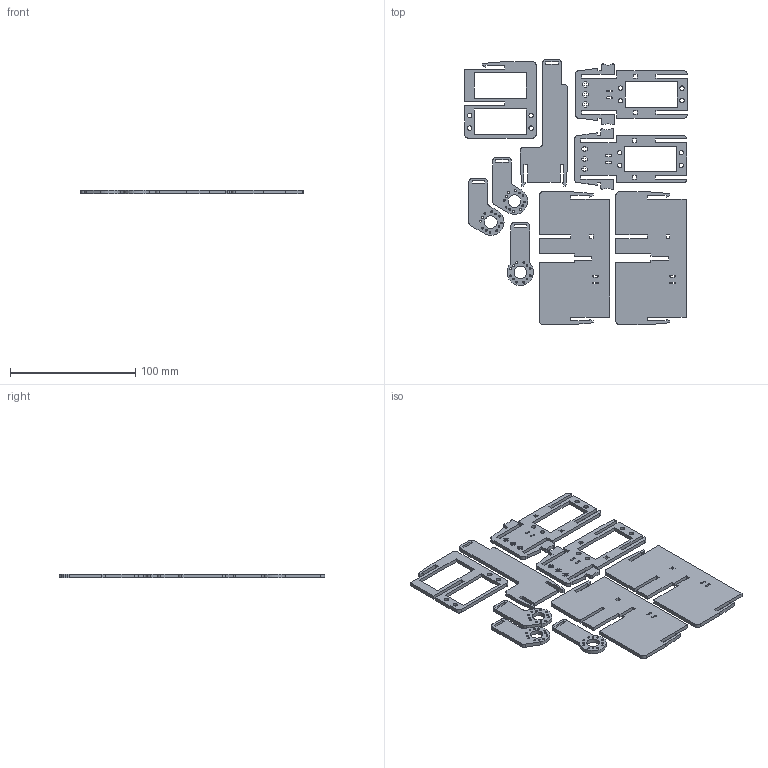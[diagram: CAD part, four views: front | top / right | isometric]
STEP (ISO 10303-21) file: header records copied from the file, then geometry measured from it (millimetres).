
FILE_DESCRIPTION(/* description */ (''),/* implementation_level */ '2;1');
FILE_NAME(/* name */ 'Mond laser.stp',/* time_stamp */ '2012-06-05T22:13:00+02:00',/* author */ (''),/* organization */ (''),/* preprocessor_version */ 'ST-DEVELOPER v11',/* originating_system */ 'SIEMENS PLM Software NX 7.5',/* authorisation */ '');
FILE_SCHEMA (('AUTOMOTIVE_DESIGN { 1 0 10303 214 1 1 1 1 }'));
Length unit declared in the file: millimetre
Products named in the file (7): Arm mondhoek; Arm lip; Middenplaat; Zijplaat; Bovenlip; Horizontale plaat; Mond laser
Assembly tree (9 placements, depth 2):
  Mond laser
    Horizontale plaat  x2
    Bovenlip
    Zijplaat  x2
    Middenplaat
    Arm lip
    Arm mondhoek  x2
Bounding box: 177.49 x 211.5 x 3 mm (x, y, z)
Volume: 62820.8 mm3; surface area: 54940 mm2
Topology: 9 solids, 9 shells, 446 faces, 1284 edges, 856 vertices
Faces by surface type: plane 308, cylinder 138
Full cylindrical faces by diameter (mm): 1.5 x36, 3.5 x12, 10 x3
Entity records: 8999 total; most frequent: CARTESIAN_POINT 1530, ORIENTED_EDGE 1474, DIRECTION 1463, EDGE_CURVE 737, LINE 569, VECTOR 569, VERTEX_POINT 514, AXIS2_PLACEMENT_3D 447
